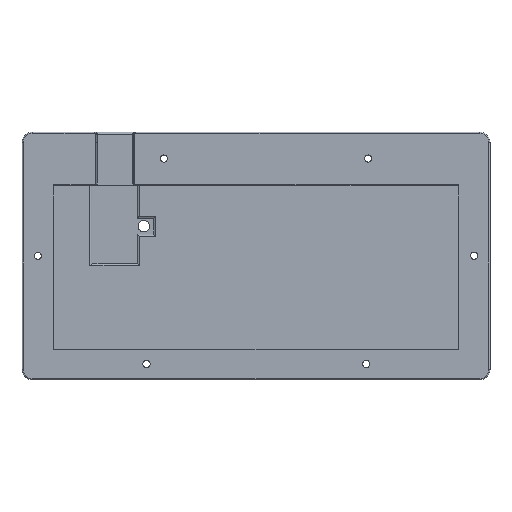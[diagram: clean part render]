
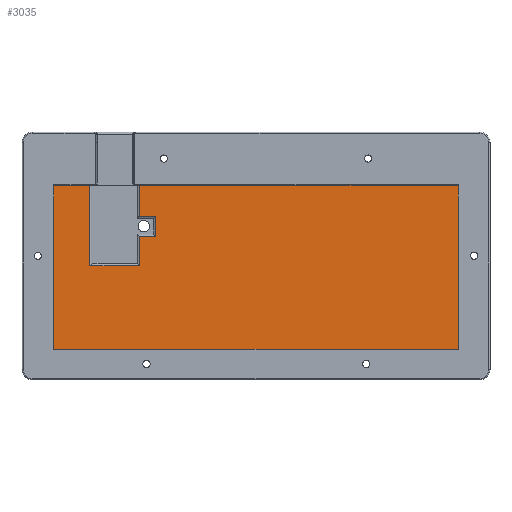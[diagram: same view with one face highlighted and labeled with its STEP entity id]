
A CAD part, top view. The second image highlights one B-rep face of the part: STEP entity #3035.
In plain terms, the highlighted planar face has unit normal (0, 0, 1).
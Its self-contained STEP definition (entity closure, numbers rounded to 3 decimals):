
#459=FACE_OUTER_BOUND('',#657,.T.);
#657=EDGE_LOOP('',(#2753,#2754,#2755,#2756,#2757,#2758,#2759,#2760,#2761,
#2762,#2763,#2764));
#890=LINE('',#5041,#1165);
#891=LINE('',#5045,#1166);
#892=LINE('',#5049,#1167);
#893=LINE('',#5053,#1168);
#894=LINE('',#5057,#1169);
#896=LINE('',#5063,#1171);
#897=LINE('',#5067,#1172);
#926=LINE('',#5247,#1201);
#929=LINE('',#5252,#1204);
#931=LINE('',#5256,#1206);
#932=LINE('',#5258,#1207);
#933=LINE('',#5259,#1208);
#1165=VECTOR('',#3819,10.);
#1166=VECTOR('',#3824,10.);
#1167=VECTOR('',#3829,10.);
#1168=VECTOR('',#3834,10.);
#1169=VECTOR('',#3839,10.);
#1171=VECTOR('',#3845,10.);
#1172=VECTOR('',#3850,10.);
#1201=VECTOR('',#4083,10.);
#1204=VECTOR('',#4088,10.);
#1206=VECTOR('',#4092,10.);
#1207=VECTOR('',#4095,10.);
#1208=VECTOR('',#4096,10.);
#1424=VERTEX_POINT('',#5038);
#1425=VERTEX_POINT('',#5040);
#1426=VERTEX_POINT('',#5044);
#1427=VERTEX_POINT('',#5048);
#1428=VERTEX_POINT('',#5052);
#1429=VERTEX_POINT('',#5056);
#1431=VERTEX_POINT('',#5062);
#1432=VERTEX_POINT('',#5066);
#1480=VERTEX_POINT('',#5244);
#1481=VERTEX_POINT('',#5246);
#1482=VERTEX_POINT('',#5250);
#1483=VERTEX_POINT('',#5254);
#1809=EDGE_CURVE('',#1424,#1425,#890,.T.);
#1811=EDGE_CURVE('',#1425,#1426,#891,.T.);
#1813=EDGE_CURVE('',#1426,#1427,#892,.T.);
#1815=EDGE_CURVE('',#1427,#1428,#893,.T.);
#1817=EDGE_CURVE('',#1428,#1429,#894,.T.);
#1820=EDGE_CURVE('',#1429,#1431,#896,.T.);
#1822=EDGE_CURVE('',#1431,#1432,#897,.T.);
#1909=EDGE_CURVE('',#1480,#1481,#926,.T.);
#1912=EDGE_CURVE('',#1482,#1480,#929,.T.);
#1914=EDGE_CURVE('',#1483,#1482,#931,.T.);
#1915=EDGE_CURVE('',#1481,#1424,#932,.T.);
#1916=EDGE_CURVE('',#1432,#1483,#933,.T.);
#2753=ORIENTED_EDGE('',*,*,#1809,.F.);
#2754=ORIENTED_EDGE('',*,*,#1915,.F.);
#2755=ORIENTED_EDGE('',*,*,#1909,.F.);
#2756=ORIENTED_EDGE('',*,*,#1912,.F.);
#2757=ORIENTED_EDGE('',*,*,#1914,.F.);
#2758=ORIENTED_EDGE('',*,*,#1916,.F.);
#2759=ORIENTED_EDGE('',*,*,#1822,.F.);
#2760=ORIENTED_EDGE('',*,*,#1820,.F.);
#2761=ORIENTED_EDGE('',*,*,#1817,.F.);
#2762=ORIENTED_EDGE('',*,*,#1815,.F.);
#2763=ORIENTED_EDGE('',*,*,#1813,.F.);
#2764=ORIENTED_EDGE('',*,*,#1811,.F.);
#2863=PLANE('',#3306);
#3035=ADVANCED_FACE('',(#459),#2863,.F.);
#3306=AXIS2_PLACEMENT_3D('',#5257,#4093,#4094);
#3819=DIRECTION('',(0.,-1.,0.));
#3824=DIRECTION('',(1.,0.,0.));
#3829=DIRECTION('',(0.,1.,0.));
#3834=DIRECTION('',(1.,0.,0.));
#3839=DIRECTION('',(0.,1.,0.));
#3845=DIRECTION('',(-1.,0.,0.));
#3850=DIRECTION('',(0.,1.,0.));
#4083=DIRECTION('',(0.,1.,0.));
#4088=DIRECTION('',(-1.,0.,0.));
#4092=DIRECTION('',(0.,-1.,0.));
#4093=DIRECTION('center_axis',(0.,0.,-1.));
#4094=DIRECTION('ref_axis',(-1.,0.,0.));
#4095=DIRECTION('',(1.,0.,0.));
#4096=DIRECTION('',(1.,0.,0.));
#5038=CARTESIAN_POINT('',(-244.451,-306.711,-2.52));
#5040=CARTESIAN_POINT('',(-244.451,-345.,-2.52));
#5041=CARTESIAN_POINT('',(-244.451,-326.137,-2.52));
#5044=CARTESIAN_POINT('',(-221.,-345.,-2.52));
#5045=CARTESIAN_POINT('',(-204.632,-345.,-2.52));
#5048=CARTESIAN_POINT('',(-221.,-331.001,-2.52));
#5049=CARTESIAN_POINT('',(-221.,-344.781,-2.52));
#5052=CARTESIAN_POINT('',(-213.318,-331.001,-2.52));
#5053=CARTESIAN_POINT('',(-193.907,-331.001,-2.52));
#5056=CARTESIAN_POINT('',(-213.318,-321.5,-2.52));
#5057=CARTESIAN_POINT('',(-213.318,-337.782,-2.52));
#5062=CARTESIAN_POINT('',(-221.,-321.5,-2.52));
#5063=CARTESIAN_POINT('',(-190.066,-321.5,-2.52));
#5066=CARTESIAN_POINT('',(-221.,-306.711,-2.52));
#5067=CARTESIAN_POINT('',(-221.,-334.031,-2.52));
#5244=CARTESIAN_POINT('',(-261.563,-384.415,-2.52));
#5246=CARTESIAN_POINT('',(-261.563,-306.711,-2.52));
#5247=CARTESIAN_POINT('',(-261.563,-384.415,-2.52));
#5250=CARTESIAN_POINT('',(-70.063,-384.415,-2.52));
#5252=CARTESIAN_POINT('',(-70.063,-384.415,-2.52));
#5254=CARTESIAN_POINT('',(-70.063,-306.711,-2.52));
#5256=CARTESIAN_POINT('',(-70.063,-306.711,-2.52));
#5257=CARTESIAN_POINT('Origin',(-165.813,-345.563,-2.52));
#5258=CARTESIAN_POINT('',(-261.563,-306.711,-2.52));
#5259=CARTESIAN_POINT('',(-214.318,-306.711,-2.52));
